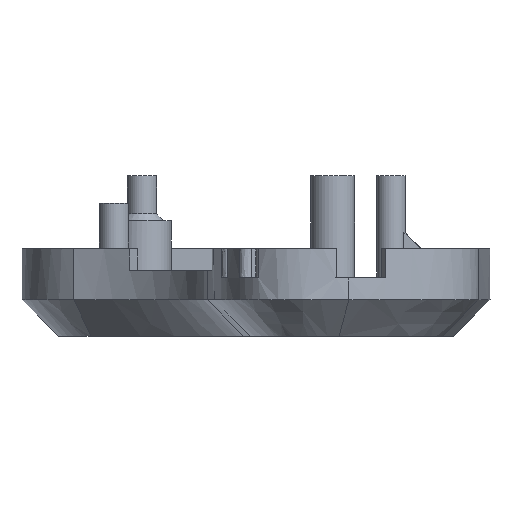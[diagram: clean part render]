
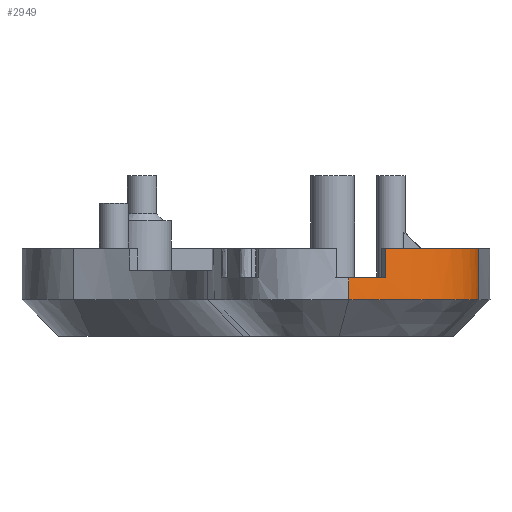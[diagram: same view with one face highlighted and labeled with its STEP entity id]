
A CAD part, front view. The second image highlights one B-rep face of the part: STEP entity #2949.
In plain terms, the highlighted free-form (B-spline) face has degree [2, 1] with [3, 2] control points.
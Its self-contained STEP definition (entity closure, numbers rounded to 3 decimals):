
#64=B_SPLINE_SURFACE_WITH_KNOTS('',2,1,((#5546,#5547),(#5548,#5549),(#5550,
#5551)),.UNSPECIFIED.,.F.,.F.,.F.,(3,3),(2,2),(-2.,-1.),(0.,1.2),
 .UNSPECIFIED.);
#139=B_SPLINE_CURVE_WITH_KNOTS('',3,(#4936,#4937,#4938,#4939,#4940,#4941,
#4942,#4943,#4944),.UNSPECIFIED.,.F.,.F.,(4,1,1,1,1,1,4),(1.,
1.143,1.286,1.429,1.571,1.714,
2.),.UNSPECIFIED.);
#191=B_SPLINE_CURVE_WITH_KNOTS('',3,(#5554,#5555,#5556,#5557),
 .UNSPECIFIED.,.F.,.F.,(4,4),(-0.515,0.),.UNSPECIFIED.);
#192=B_SPLINE_CURVE_WITH_KNOTS('',2,(#5560,#5561,#5562),.UNSPECIFIED.,.F.,
 .F.,(3,3),(-1.84,-1.),.UNSPECIFIED.);
#193=B_SPLINE_CURVE_WITH_KNOTS('',3,(#5563,#5564,#5565,#5566),
 .UNSPECIFIED.,.F.,.F.,(4,4),(-0.45,-0.05),.UNSPECIFIED.);
#444=FACE_OUTER_BOUND('',#610,.T.);
#610=EDGE_LOOP('',(#2403,#2404,#2405,#2406,#2407,#2408));
#887=LINE('',#5487,#1114);
#891=LINE('',#5558,#1118);
#1114=VECTOR('',#3566,10.);
#1118=VECTOR('',#3584,10.);
#1321=VERTEX_POINT('',#4788);
#1326=VERTEX_POINT('',#4935);
#1394=VERTEX_POINT('',#5483);
#1406=VERTEX_POINT('',#5552);
#1407=VERTEX_POINT('',#5553);
#1408=VERTEX_POINT('',#5559);
#1669=EDGE_CURVE('',#1321,#1326,#139,.T.);
#1767=EDGE_CURVE('',#1321,#1394,#887,.T.);
#1782=EDGE_CURVE('',#1406,#1407,#191,.T.);
#1783=EDGE_CURVE('',#1326,#1407,#891,.T.);
#1784=EDGE_CURVE('',#1408,#1394,#192,.T.);
#1785=EDGE_CURVE('',#1408,#1406,#193,.T.);
#2403=ORIENTED_EDGE('',*,*,#1782,.T.);
#2404=ORIENTED_EDGE('',*,*,#1783,.F.);
#2405=ORIENTED_EDGE('',*,*,#1669,.F.);
#2406=ORIENTED_EDGE('',*,*,#1767,.T.);
#2407=ORIENTED_EDGE('',*,*,#1784,.F.);
#2408=ORIENTED_EDGE('',*,*,#1785,.T.);
#2949=ADVANCED_FACE('',(#444),#64,.T.);
#3566=DIRECTION('',(0.,0.,1.));
#3584=DIRECTION('',(0.,0.,1.));
#4788=CARTESIAN_POINT('',(21.458,-45.474,5.));
#4935=CARTESIAN_POINT('',(3.648,-60.6,5.));
#4936=CARTESIAN_POINT('Ctrl Pts',(21.458,-45.474,5.));
#4937=CARTESIAN_POINT('Ctrl Pts',(21.358,-46.491,5.));
#4938=CARTESIAN_POINT('Ctrl Pts',(20.944,-48.44,5.));
#4939=CARTESIAN_POINT('Ctrl Pts',(19.682,-51.11,5.));
#4940=CARTESIAN_POINT('Ctrl Pts',(17.779,-53.525,5.));
#4941=CARTESIAN_POINT('Ctrl Pts',(15.235,-55.686,5.));
#4942=CARTESIAN_POINT('Ctrl Pts',(10.988,-58.228,5.));
#4943=CARTESIAN_POINT('Ctrl Pts',(6.84,-59.753,5.));
#4944=CARTESIAN_POINT('Ctrl Pts',(3.648,-60.6,5.));
#5483=CARTESIAN_POINT('',(21.458,-45.474,12.));
#5487=CARTESIAN_POINT('',(21.458,-45.474,0.));
#5546=CARTESIAN_POINT('Ctrl Pts',(3.648,-60.6,0.));
#5547=CARTESIAN_POINT('Ctrl Pts',(3.648,-60.6,12.));
#5548=CARTESIAN_POINT('Ctrl Pts',(20.407,-56.153,0.));
#5549=CARTESIAN_POINT('Ctrl Pts',(20.407,-56.153,12.));
#5550=CARTESIAN_POINT('Ctrl Pts',(21.458,-45.474,0.));
#5551=CARTESIAN_POINT('Ctrl Pts',(21.458,-45.474,12.));
#5552=CARTESIAN_POINT('',(8.621,-59.013,8.));
#5553=CARTESIAN_POINT('',(3.648,-60.6,8.));
#5554=CARTESIAN_POINT('Ctrl Pts',(8.621,-59.013,8.));
#5555=CARTESIAN_POINT('Ctrl Pts',(7.098,-59.595,8.));
#5556=CARTESIAN_POINT('Ctrl Pts',(5.44,-60.124,8.));
#5557=CARTESIAN_POINT('Ctrl Pts',(3.648,-60.6,8.));
#5558=CARTESIAN_POINT('',(3.648,-60.6,0.));
#5559=CARTESIAN_POINT('',(8.621,-59.013,12.));
#5560=CARTESIAN_POINT('Ctrl Pts',(8.621,-59.013,12.));
#5561=CARTESIAN_POINT('Ctrl Pts',(20.576,-54.44,12.));
#5562=CARTESIAN_POINT('Ctrl Pts',(21.458,-45.474,12.));
#5563=CARTESIAN_POINT('Ctrl Pts',(8.621,-59.013,12.));
#5564=CARTESIAN_POINT('Ctrl Pts',(8.621,-59.013,10.667));
#5565=CARTESIAN_POINT('Ctrl Pts',(8.621,-59.013,9.333));
#5566=CARTESIAN_POINT('Ctrl Pts',(8.621,-59.013,8.));
